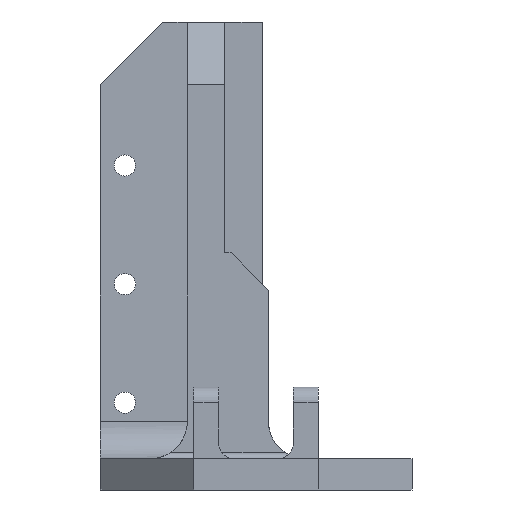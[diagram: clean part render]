
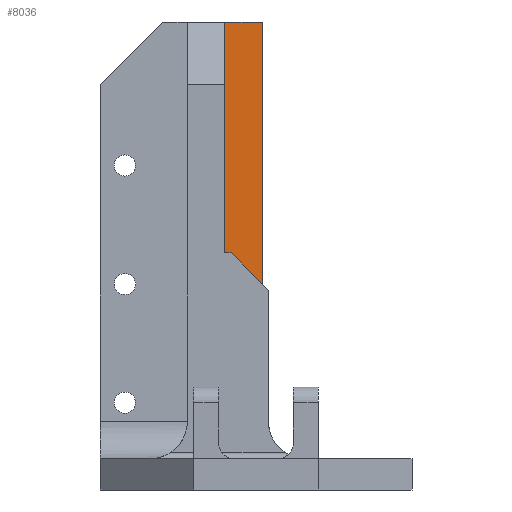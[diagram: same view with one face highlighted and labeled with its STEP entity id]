
A CAD part, front view. The second image highlights one B-rep face of the part: STEP entity #8036.
In plain terms, the highlighted planar face has unit normal (0, -1, 0).
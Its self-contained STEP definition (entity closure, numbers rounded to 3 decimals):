
#568 = VERTEX_POINT('',#569);
#569 = CARTESIAN_POINT('',(-35.,28.6,-13.5));
#583 = PLANE('',#584);
#584 = AXIS2_PLACEMENT_3D('',#585,#586,#587);
#585 = CARTESIAN_POINT('',(-35.,32.6,56.5));
#586 = DIRECTION('',(1.,0.,0.));
#587 = DIRECTION('',(0.,0.,-1.));
#609 = CYLINDRICAL_SURFACE('',#610,6.);
#610 = AXIS2_PLACEMENT_3D('',#611,#612,#613);
#611 = CARTESIAN_POINT('',(-35.,28.6,-7.5));
#612 = DIRECTION('',(0.,-1.,0.));
#613 = DIRECTION('',(-1.,0.,0.));
#2399 = PLANE('',#2400);
#2400 = AXIS2_PLACEMENT_3D('',#2401,#2402,#2403);
#2401 = CARTESIAN_POINT('',(-41.,32.,56.5));
#2402 = DIRECTION('',(1.,0.,0.));
#2403 = DIRECTION('',(0.,0.,-1.));
#2551 = EDGE_CURVE('',#2552,#568,#2554,.T.);
#2552 = VERTEX_POINT('',#2553);
#2553 = CARTESIAN_POINT('',(-41.,28.6,-7.5));
#2554 = SURFACE_CURVE('',#2555,(#2560,#2567),.PCURVE_S1.);
#2555 = CIRCLE('',#2556,6.);
#2556 = AXIS2_PLACEMENT_3D('',#2557,#2558,#2559);
#2557 = CARTESIAN_POINT('',(-35.,28.6,-7.5));
#2558 = DIRECTION('',(0.,-1.,0.));
#2559 = DIRECTION('',(0.,0.,-1.));
#2560 = PCURVE('',#609,#2561);
#2561 = DEFINITIONAL_REPRESENTATION('',(#2562),#2566);
#2562 = LINE('',#2563,#2564);
#2563 = CARTESIAN_POINT('',(-4.712,0.));
#2564 = VECTOR('',#2565,1.);
#2565 = DIRECTION('',(1.,0.));
#2566 = ( GEOMETRIC_REPRESENTATION_CONTEXT(2) 
PARAMETRIC_REPRESENTATION_CONTEXT() REPRESENTATION_CONTEXT('2D SPACE',''
  ) );
#2567 = PCURVE('',#2568,#2573);
#2568 = PLANE('',#2569);
#2569 = AXIS2_PLACEMENT_3D('',#2570,#2571,#2572);
#2570 = CARTESIAN_POINT('',(-61.,28.6,56.5));
#2571 = DIRECTION('',(0.,-1.,0.));
#2572 = DIRECTION('',(0.,0.,-1.));
#2573 = DEFINITIONAL_REPRESENTATION('',(#2574),#2578);
#2574 = CIRCLE('',#2575,6.);
#2575 = AXIS2_PLACEMENT_2D('',#2576,#2577);
#2576 = CARTESIAN_POINT('',(64.,26.));
#2577 = DIRECTION('',(1.,0.));
#2578 = ( GEOMETRIC_REPRESENTATION_CONTEXT(2) 
PARAMETRIC_REPRESENTATION_CONTEXT() REPRESENTATION_CONTEXT('2D SPACE',''
  ) );
#2631 = VERTEX_POINT('',#2632);
#2632 = CARTESIAN_POINT('',(-35.,28.6,56.5));
#2646 = PLANE('',#2647);
#2647 = AXIS2_PLACEMENT_3D('',#2648,#2649,#2650);
#2648 = CARTESIAN_POINT('',(-44.153,5.445,56.5));
#2649 = DIRECTION('',(0.,0.,1.));
#2650 = DIRECTION('',(1.,0.,0.));
#2658 = EDGE_CURVE('',#2631,#2659,#2661,.T.);
#2659 = VERTEX_POINT('',#2660);
#2660 = CARTESIAN_POINT('',(-35.,28.6,-1.764));
#2661 = SURFACE_CURVE('',#2662,(#2666,#2673),.PCURVE_S1.);
#2662 = LINE('',#2663,#2664);
#2663 = CARTESIAN_POINT('',(-35.,28.6,56.5));
#2664 = VECTOR('',#2665,1.);
#2665 = DIRECTION('',(0.,0.,-1.));
#2666 = PCURVE('',#583,#2667);
#2667 = DEFINITIONAL_REPRESENTATION('',(#2668),#2672);
#2668 = LINE('',#2669,#2670);
#2669 = CARTESIAN_POINT('',(0.,-4.));
#2670 = VECTOR('',#2671,1.);
#2671 = DIRECTION('',(1.,0.));
#2672 = ( GEOMETRIC_REPRESENTATION_CONTEXT(2) 
PARAMETRIC_REPRESENTATION_CONTEXT() REPRESENTATION_CONTEXT('2D SPACE',''
  ) );
#2673 = PCURVE('',#2568,#2674);
#2674 = DEFINITIONAL_REPRESENTATION('',(#2675),#2679);
#2675 = LINE('',#2676,#2677);
#2676 = CARTESIAN_POINT('',(0.,26.));
#2677 = VECTOR('',#2678,1.);
#2678 = DIRECTION('',(1.,0.));
#2679 = ( GEOMETRIC_REPRESENTATION_CONTEXT(2) 
PARAMETRIC_REPRESENTATION_CONTEXT() REPRESENTATION_CONTEXT('2D SPACE',''
  ) );
#2696 = CYLINDRICAL_SURFACE('',#2697,3.);
#2697 = AXIS2_PLACEMENT_3D('',#2698,#2699,#2700);
#2698 = CARTESIAN_POINT('',(-33.,21.,-4.));
#2699 = DIRECTION('',(0.,1.,0.));
#2700 = DIRECTION('',(1.,0.,0.));
#2734 = VERTEX_POINT('',#2735);
#2735 = CARTESIAN_POINT('',(-35.,28.6,-6.236));
#2754 = EDGE_CURVE('',#2734,#568,#2755,.T.);
#2755 = SURFACE_CURVE('',#2756,(#2760,#2767),.PCURVE_S1.);
#2756 = LINE('',#2757,#2758);
#2757 = CARTESIAN_POINT('',(-35.,28.6,56.5));
#2758 = VECTOR('',#2759,1.);
#2759 = DIRECTION('',(0.,0.,-1.));
#2760 = PCURVE('',#583,#2761);
#2761 = DEFINITIONAL_REPRESENTATION('',(#2762),#2766);
#2762 = LINE('',#2763,#2764);
#2763 = CARTESIAN_POINT('',(0.,-4.));
#2764 = VECTOR('',#2765,1.);
#2765 = DIRECTION('',(1.,0.));
#2766 = ( GEOMETRIC_REPRESENTATION_CONTEXT(2) 
PARAMETRIC_REPRESENTATION_CONTEXT() REPRESENTATION_CONTEXT('2D SPACE',''
  ) );
#2767 = PCURVE('',#2568,#2768);
#2768 = DEFINITIONAL_REPRESENTATION('',(#2769),#2773);
#2769 = LINE('',#2770,#2771);
#2770 = CARTESIAN_POINT('',(0.,26.));
#2771 = VECTOR('',#2772,1.);
#2772 = DIRECTION('',(1.,0.));
#2773 = ( GEOMETRIC_REPRESENTATION_CONTEXT(2) 
PARAMETRIC_REPRESENTATION_CONTEXT() REPRESENTATION_CONTEXT('2D SPACE',''
  ) );
#6708 = EDGE_CURVE('',#6709,#2552,#6711,.T.);
#6709 = VERTEX_POINT('',#6710);
#6710 = CARTESIAN_POINT('',(-41.,28.6,56.5));
#6711 = SURFACE_CURVE('',#6712,(#6716,#6722),.PCURVE_S1.);
#6712 = LINE('',#6713,#6714);
#6713 = CARTESIAN_POINT('',(-41.,28.6,56.5));
#6714 = VECTOR('',#6715,1.);
#6715 = DIRECTION('',(0.,0.,-1.));
#6716 = PCURVE('',#2399,#6717);
#6717 = DEFINITIONAL_REPRESENTATION('',(#6718),#6721);
#6718 = B_SPLINE_CURVE_WITH_KNOTS('',1,(#6719,#6720),.UNSPECIFIED.,.F.,
  .F.,(2,2),(-7.,77.),.PIECEWISE_BEZIER_KNOTS.);
#6719 = CARTESIAN_POINT('',(-7.,-3.4));
#6720 = CARTESIAN_POINT('',(77.,-3.4));
#6721 = ( GEOMETRIC_REPRESENTATION_CONTEXT(2) 
PARAMETRIC_REPRESENTATION_CONTEXT() REPRESENTATION_CONTEXT('2D SPACE',''
  ) );
#6722 = PCURVE('',#2568,#6723);
#6723 = DEFINITIONAL_REPRESENTATION('',(#6724),#6727);
#6724 = B_SPLINE_CURVE_WITH_KNOTS('',1,(#6725,#6726),.UNSPECIFIED.,.F.,
  .F.,(2,2),(-7.,77.),.PIECEWISE_BEZIER_KNOTS.);
#6725 = CARTESIAN_POINT('',(-7.,20.));
#6726 = CARTESIAN_POINT('',(77.,20.));
#6727 = ( GEOMETRIC_REPRESENTATION_CONTEXT(2) 
PARAMETRIC_REPRESENTATION_CONTEXT() REPRESENTATION_CONTEXT('2D SPACE',''
  ) );
#8036 = ADVANCED_FACE('',(#8037),#2568,.T.);
#8037 = FACE_BOUND('',#8038,.T.);
#8038 = EDGE_LOOP('',(#8039,#8040,#8041,#8042,#8068,#8069));
#8039 = ORIENTED_EDGE('',*,*,#6708,.T.);
#8040 = ORIENTED_EDGE('',*,*,#2551,.T.);
#8041 = ORIENTED_EDGE('',*,*,#2754,.F.);
#8042 = ORIENTED_EDGE('',*,*,#8043,.T.);
#8043 = EDGE_CURVE('',#2734,#2659,#8044,.T.);
#8044 = SURFACE_CURVE('',#8045,(#8050,#8061),.PCURVE_S1.);
#8045 = CIRCLE('',#8046,3.);
#8046 = AXIS2_PLACEMENT_3D('',#8047,#8048,#8049);
#8047 = CARTESIAN_POINT('',(-33.,28.6,-4.));
#8048 = DIRECTION('',(0.,1.,0.));
#8049 = DIRECTION('',(1.,0.,0.));
#8050 = PCURVE('',#2568,#8051);
#8051 = DEFINITIONAL_REPRESENTATION('',(#8052),#8060);
#8052 = ( BOUNDED_CURVE() B_SPLINE_CURVE(2,(#8053,#8054,#8055,#8056,
#8057,#8058,#8059),.UNSPECIFIED.,.T.,.F.) B_SPLINE_CURVE_WITH_KNOTS((1,2
    ,2,2,2,1),(-2.094,0.,2.094,4.189,
6.283,8.378),.UNSPECIFIED.) CURVE() 
GEOMETRIC_REPRESENTATION_ITEM() RATIONAL_B_SPLINE_CURVE((1.,0.5,1.,0.5,
1.,0.5,1.)) REPRESENTATION_ITEM('') );
#8053 = CARTESIAN_POINT('',(60.5,31.));
#8054 = CARTESIAN_POINT('',(65.696,31.));
#8055 = CARTESIAN_POINT('',(63.098,26.5));
#8056 = CARTESIAN_POINT('',(60.5,22.));
#8057 = CARTESIAN_POINT('',(57.902,26.5));
#8058 = CARTESIAN_POINT('',(55.304,31.));
#8059 = CARTESIAN_POINT('',(60.5,31.));
#8060 = ( GEOMETRIC_REPRESENTATION_CONTEXT(2) 
PARAMETRIC_REPRESENTATION_CONTEXT() REPRESENTATION_CONTEXT('2D SPACE',''
  ) );
#8061 = PCURVE('',#2696,#8062);
#8062 = DEFINITIONAL_REPRESENTATION('',(#8063),#8067);
#8063 = LINE('',#8064,#8065);
#8064 = CARTESIAN_POINT('',(0.,7.6));
#8065 = VECTOR('',#8066,1.);
#8066 = DIRECTION('',(1.,0.));
#8067 = ( GEOMETRIC_REPRESENTATION_CONTEXT(2) 
PARAMETRIC_REPRESENTATION_CONTEXT() REPRESENTATION_CONTEXT('2D SPACE',''
  ) );
#8068 = ORIENTED_EDGE('',*,*,#2658,.F.);
#8069 = ORIENTED_EDGE('',*,*,#8070,.F.);
#8070 = EDGE_CURVE('',#6709,#2631,#8071,.T.);
#8071 = SURFACE_CURVE('',#8072,(#8076,#8083),.PCURVE_S1.);
#8072 = LINE('',#8073,#8074);
#8073 = CARTESIAN_POINT('',(-61.,28.6,56.5));
#8074 = VECTOR('',#8075,1.);
#8075 = DIRECTION('',(1.,0.,0.));
#8076 = PCURVE('',#2568,#8077);
#8077 = DEFINITIONAL_REPRESENTATION('',(#8078),#8082);
#8078 = LINE('',#8079,#8080);
#8079 = CARTESIAN_POINT('',(0.,0.));
#8080 = VECTOR('',#8081,1.);
#8081 = DIRECTION('',(0.,1.));
#8082 = ( GEOMETRIC_REPRESENTATION_CONTEXT(2) 
PARAMETRIC_REPRESENTATION_CONTEXT() REPRESENTATION_CONTEXT('2D SPACE',''
  ) );
#8083 = PCURVE('',#2646,#8084);
#8084 = DEFINITIONAL_REPRESENTATION('',(#8085),#8089);
#8085 = LINE('',#8086,#8087);
#8086 = CARTESIAN_POINT('',(-16.847,23.155));
#8087 = VECTOR('',#8088,1.);
#8088 = DIRECTION('',(1.,0.));
#8089 = ( GEOMETRIC_REPRESENTATION_CONTEXT(2) 
PARAMETRIC_REPRESENTATION_CONTEXT() REPRESENTATION_CONTEXT('2D SPACE',''
  ) );
